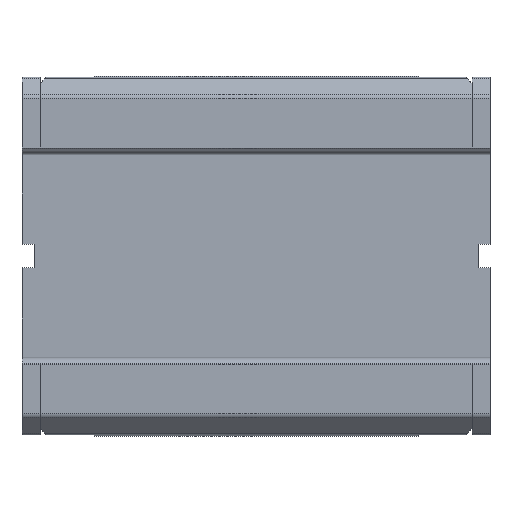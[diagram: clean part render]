
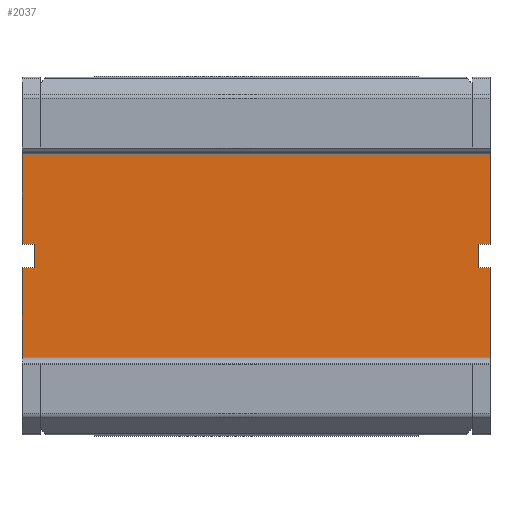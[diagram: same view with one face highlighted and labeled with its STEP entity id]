
A CAD part, front view. The second image highlights one B-rep face of the part: STEP entity #2037.
In plain terms, the highlighted planar face has unit normal (0, -1, 0).
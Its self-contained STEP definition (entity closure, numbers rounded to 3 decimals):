
#643=ORIENTED_EDGE('',*,*,#822,.T.);
#644=ORIENTED_EDGE('',*,*,#818,.F.);
#645=ORIENTED_EDGE('',*,*,#717,.F.);
#646=ORIENTED_EDGE('',*,*,#967,.F.);
#647=ORIENTED_EDGE('',*,*,#766,.T.);
#648=ORIENTED_EDGE('',*,*,#833,.T.);
#649=ORIENTED_EDGE('',*,*,#828,.F.);
#650=ORIENTED_EDGE('',*,*,#835,.T.);
#651=ORIENTED_EDGE('',*,*,#747,.T.);
#652=ORIENTED_EDGE('',*,*,#968,.T.);
#653=ORIENTED_EDGE('',*,*,#705,.F.);
#654=ORIENTED_EDGE('',*,*,#816,.F.);
#705=EDGE_CURVE('',#987,#988,#1176,.T.);
#717=EDGE_CURVE('',#999,#1000,#1182,.T.);
#747=EDGE_CURVE('',#1027,#1026,#1206,.T.);
#766=EDGE_CURVE('',#1045,#1044,#1218,.T.);
#816=EDGE_CURVE('',#1086,#987,#1253,.T.);
#818=EDGE_CURVE('',#1000,#1087,#1255,.F.);
#822=EDGE_CURVE('',#1086,#1087,#1257,.T.);
#828=EDGE_CURVE('',#1094,#1095,#1261,.T.);
#833=EDGE_CURVE('',#1044,#1095,#1265,.F.);
#835=EDGE_CURVE('',#1094,#1027,#1267,.T.);
#967=EDGE_CURVE('',#1045,#999,#1375,.T.);
#968=EDGE_CURVE('',#1026,#988,#1376,.T.);
#987=VERTEX_POINT('',#2840);
#988=VERTEX_POINT('',#2842);
#999=VERTEX_POINT('',#2865);
#1000=VERTEX_POINT('',#2867);
#1026=VERTEX_POINT('',#2927);
#1027=VERTEX_POINT('',#2929);
#1044=VERTEX_POINT('',#2965);
#1045=VERTEX_POINT('',#2967);
#1086=VERTEX_POINT('',#3064);
#1087=VERTEX_POINT('',#3069);
#1094=VERTEX_POINT('',#3087);
#1095=VERTEX_POINT('',#3089);
#1176=LINE('',#2841,#1392);
#1182=LINE('',#2866,#1398);
#1206=LINE('',#2928,#1422);
#1218=LINE('',#2966,#1434);
#1253=LINE('',#3065,#1469);
#1255=LINE('',#3068,#1471);
#1257=LINE('',#3076,#1473);
#1261=LINE('',#3088,#1477);
#1265=LINE('',#3098,#1481);
#1267=LINE('',#3101,#1483);
#1375=LINE('',#3385,#1591);
#1376=LINE('',#3386,#1592);
#1392=VECTOR('',#2259,1000.);
#1398=VECTOR('',#2279,1000.);
#1422=VECTOR('',#2325,1000.);
#1434=VECTOR('',#2353,1000.);
#1469=VECTOR('',#2432,1000.);
#1471=VECTOR('',#2436,1000.);
#1473=VECTOR('',#2444,1000.);
#1477=VECTOR('',#2454,1000.);
#1481=VECTOR('',#2462,1000.);
#1483=VECTOR('',#2466,1000.);
#1591=VECTOR('',#2786,1000.);
#1592=VECTOR('',#2787,1000.);
#1718=EDGE_LOOP('',(#643,#644,#645,#646,#647,#648,#649,#650,#651,#652,#653,
#654));
#1850=FACE_BOUND('',#1718,.T.);
#1931=PLANE('',#2230);
#2037=ADVANCED_FACE('',(#1850),#1931,.T.);
#2230=AXIS2_PLACEMENT_3D('',#3384,#2784,#2785);
#2259=DIRECTION('',(0.,0.,1.));
#2279=DIRECTION('',(0.,0.,1.));
#2325=DIRECTION('',(0.,0.,1.));
#2353=DIRECTION('',(0.,0.,1.));
#2432=DIRECTION('',(-1.,0.,0.));
#2436=DIRECTION('',(-1.,0.,0.));
#2444=DIRECTION('',(0.,0.,-1.));
#2454=DIRECTION('',(0.,0.,-1.));
#2462=DIRECTION('',(1.,0.,0.));
#2466=DIRECTION('',(1.,0.,0.));
#2784=DIRECTION('',(0.,-1.,0.));
#2785=DIRECTION('',(0.,0.,-1.));
#2786=DIRECTION('',(-1.,0.,0.));
#2787=DIRECTION('',(-1.,0.,0.));
#2840=CARTESIAN_POINT('',(-19.5,4.6,0.959));
#2841=CARTESIAN_POINT('',(-19.5,4.6,-8.7));
#2842=CARTESIAN_POINT('',(-19.5,4.6,8.7));
#2865=CARTESIAN_POINT('',(-19.5,4.6,-8.7));
#2866=CARTESIAN_POINT('',(-19.5,4.6,-8.7));
#2867=CARTESIAN_POINT('',(-19.5,4.6,-0.959));
#2927=CARTESIAN_POINT('',(19.5,4.6,8.7));
#2928=CARTESIAN_POINT('',(19.5,4.6,-8.7));
#2929=CARTESIAN_POINT('',(19.5,4.6,0.959));
#2965=CARTESIAN_POINT('',(19.5,4.6,-0.959));
#2966=CARTESIAN_POINT('',(19.5,4.6,-8.7));
#2967=CARTESIAN_POINT('',(19.5,4.6,-8.7));
#3064=CARTESIAN_POINT('',(-18.5,4.6,0.959));
#3065=CARTESIAN_POINT('',(-18.5,4.6,0.959));
#3068=CARTESIAN_POINT('',(-18.5,4.6,-0.959));
#3069=CARTESIAN_POINT('',(-18.5,4.6,-0.959));
#3076=CARTESIAN_POINT('',(-18.5,4.6,0.));
#3087=CARTESIAN_POINT('',(18.5,4.6,0.959));
#3088=CARTESIAN_POINT('',(18.5,4.6,0.));
#3089=CARTESIAN_POINT('',(18.5,4.6,-0.959));
#3098=CARTESIAN_POINT('',(18.5,4.6,-0.959));
#3101=CARTESIAN_POINT('',(18.5,4.6,0.959));
#3384=CARTESIAN_POINT('',(19.5,4.6,-8.7));
#3385=CARTESIAN_POINT('',(19.5,4.6,-8.7));
#3386=CARTESIAN_POINT('',(19.5,4.6,8.7));
